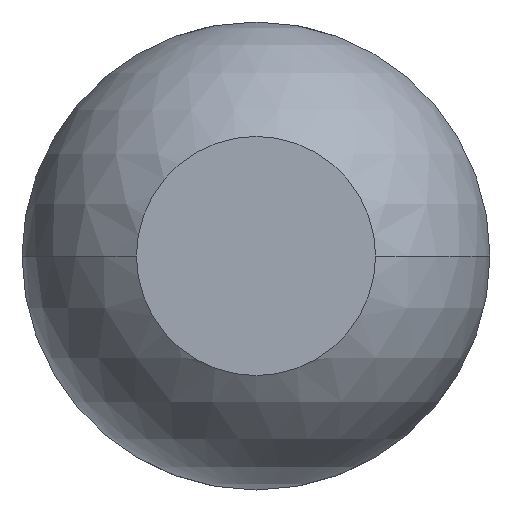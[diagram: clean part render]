
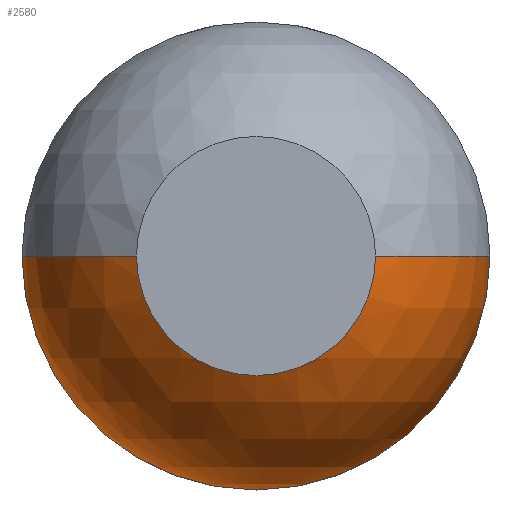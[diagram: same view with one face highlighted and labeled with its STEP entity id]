
A CAD part, front view. The second image highlights one B-rep face of the part: STEP entity #2580.
In plain terms, the highlighted spherical face has radius 0.685 mm.
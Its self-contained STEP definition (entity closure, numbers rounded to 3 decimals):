
#33 = AXIS2_PLACEMENT_3D ( 'NONE', #1988, #2017, #2636 ) ;
#125 = DIRECTION ( 'NONE',  ( 0., 0., 1. ) ) ;
#326 = VERTEX_POINT ( 'NONE', #3977 ) ;
#477 = CIRCLE ( 'NONE', #3926, 0.685 ) ;
#973 = DIRECTION ( 'NONE',  ( 0., -1., 0. ) ) ;
#1007 = CARTESIAN_POINT ( 'NONE',  ( 0.685, -29.411, 0. ) ) ;
#1057 = ORIENTED_EDGE ( 'NONE', *, *, #3967, .F. ) ;
#1073 = CARTESIAN_POINT ( 'NONE',  ( 0., -29.411, 0. ) ) ;
#1085 = DIRECTION ( 'NONE',  ( 0., 1., 0. ) ) ;
#1095 = DIRECTION ( 'NONE',  ( 0., 0., 1. ) ) ;
#1116 = EDGE_CURVE ( 'Defeature ausgef�hrt1_14+Defeature ausgef�hrt1_4+Defeature ausgef�hrt1_4+Defeature ausgef�hrt1_4', #2802, #3737, #2522, .T. ) ;
#1191 = CARTESIAN_POINT ( 'NONE',  ( 0.35, -30., 0. ) ) ;
#1264 = FACE_OUTER_BOUND ( 'NONE', #2937, .T. ) ;
#1425 = DIRECTION ( 'NONE',  ( 1., 0., 0. ) ) ;
#1522 = CIRCLE ( 'NONE', #1551, 0.35 ) ;
#1524 = CARTESIAN_POINT ( 'NONE',  ( 0., -29.411, -0.685 ) ) ;
#1551 = AXIS2_PLACEMENT_3D ( 'NONE', #3017, #973, #4057 ) ;
#1604 = VERTEX_POINT ( 'NONE', #1955 ) ;
#1670 = AXIS2_PLACEMENT_3D ( 'NONE', #2690, #3758, #2344 ) ;
#1713 = VERTEX_POINT ( 'NONE', #1007 ) ;
#1765 = CARTESIAN_POINT ( 'NONE',  ( 0., -29.411, 0. ) ) ;
#1807 = CIRCLE ( 'NONE', #3540, 0.685 ) ;
#1890 = EDGE_CURVE ( 'Defeature ausgef�hrt1_5+Defeature ausgef�hrt1_4+Defeature ausgef�hrt1_4+Defeature ausgef�hrt1_4', #1713, #4379, #1807, .T. ) ;
#1955 = CARTESIAN_POINT ( 'NONE',  ( -0.685, -29.411, 0. ) ) ;
#1988 = CARTESIAN_POINT ( 'NONE',  ( 0., -30., 0. ) ) ;
#2017 = DIRECTION ( 'NONE',  ( 0., -1., 0. ) ) ;
#2020 = SPHERICAL_SURFACE ( 'NONE', #1670, 0.685 ) ;
#2038 = DIRECTION ( 'NONE',  ( 0., 0., -1. ) ) ;
#2083 = DIRECTION ( 'NONE',  ( 0., 0., 1. ) ) ;
#2201 = ORIENTED_EDGE ( 'NONE', *, *, #3126, .F. ) ;
#2247 = EDGE_CURVE ( 'NONE', #326, #1604, #2655, .T. ) ;
#2344 = DIRECTION ( 'NONE',  ( 1., 0., 0. ) ) ;
#2360 = ORIENTED_EDGE ( 'NONE', *, *, #2247, .T. ) ;
#2402 = DIRECTION ( 'NONE',  ( 0., 1., 0. ) ) ;
#2421 = ORIENTED_EDGE ( 'NONE', *, *, #4206, .F. ) ;
#2478 = CIRCLE ( 'NONE', #4176, 0.685 ) ;
#2512 = ORIENTED_EDGE ( 'NONE', *, *, #1890, .F. ) ;
#2522 = CIRCLE ( 'NONE', #33, 0.35 ) ;
#2580 = ADVANCED_FACE ( 'Defeature ausgef�hrt1_4', ( #1264 ), #2020, .T. ) ;
#2614 = CARTESIAN_POINT ( 'NONE',  ( 0., -29.411, 0. ) ) ;
#2636 = DIRECTION ( 'NONE',  ( 0., 0., -1. ) ) ;
#2655 = CIRCLE ( 'NONE', #3636, 0.685 ) ;
#2690 = CARTESIAN_POINT ( 'NONE',  ( 0., -29.411, 0. ) ) ;
#2802 = VERTEX_POINT ( 'NONE', #4200 ) ;
#2937 = EDGE_LOOP ( 'NONE', ( #2421, #2360, #2201, #2512, #1057, #3823 ) ) ;
#3017 = CARTESIAN_POINT ( 'NONE',  ( 0., -30., 0. ) ) ;
#3096 = DIRECTION ( 'NONE',  ( -1., 0., 0. ) ) ;
#3126 = EDGE_CURVE ( 'Defeature ausgef�hrt1_5+Defeature ausgef�hrt1_4+Defeature ausgef�hrt1_4+Defeature ausgef�hrt1_4', #4379, #1604, #2478, .T. ) ;
#3540 = AXIS2_PLACEMENT_3D ( 'NONE', #4126, #2402, #2083 ) ;
#3636 = AXIS2_PLACEMENT_3D ( 'NONE', #2614, #2038, #3096 ) ;
#3737 = VERTEX_POINT ( 'NONE', #1191 ) ;
#3758 = DIRECTION ( 'NONE',  ( 0., 0., -1. ) ) ;
#3823 = ORIENTED_EDGE ( 'NONE', *, *, #1116, .F. ) ;
#3926 = AXIS2_PLACEMENT_3D ( 'NONE', #1073, #1095, #1425 ) ;
#3967 = EDGE_CURVE ( 'NONE', #3737, #1713, #477, .T. ) ;
#3977 = CARTESIAN_POINT ( 'NONE',  ( -0.35, -30., 0. ) ) ;
#4057 = DIRECTION ( 'NONE',  ( 0., 0., -1. ) ) ;
#4126 = CARTESIAN_POINT ( 'NONE',  ( 0., -29.411, 0. ) ) ;
#4176 = AXIS2_PLACEMENT_3D ( 'NONE', #1765, #1085, #125 ) ;
#4200 = CARTESIAN_POINT ( 'NONE',  ( 0., -30., -0.35 ) ) ;
#4206 = EDGE_CURVE ( 'Defeature ausgef�hrt1_14+Defeature ausgef�hrt1_4+Defeature ausgef�hrt1_4+Defeature ausgef�hrt1_4', #326, #2802, #1522, .T. ) ;
#4379 = VERTEX_POINT ( 'NONE', #1524 ) ;
